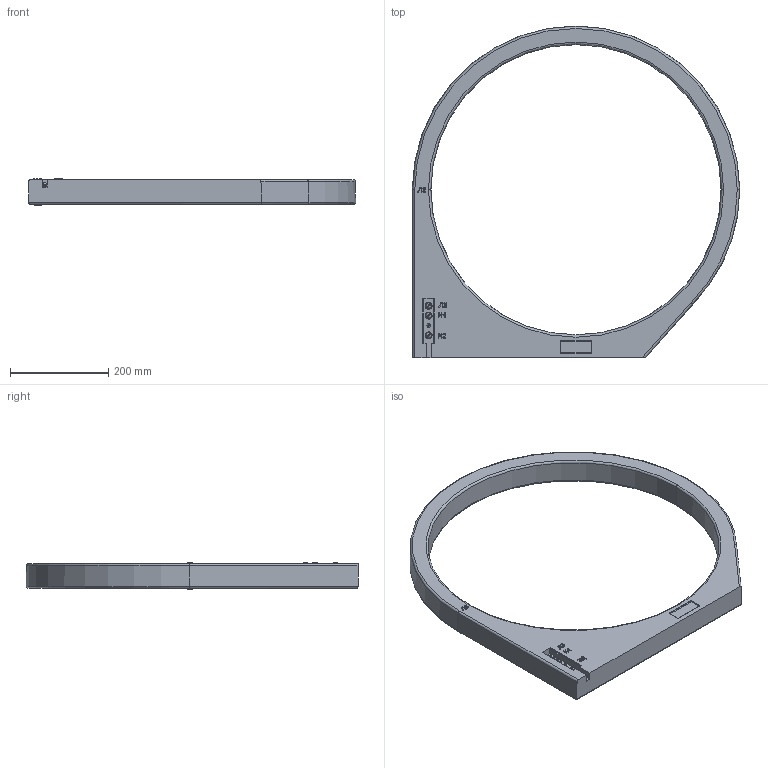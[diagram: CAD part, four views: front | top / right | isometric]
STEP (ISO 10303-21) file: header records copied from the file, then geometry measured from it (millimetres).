
FILE_DESCRIPTION (( 'STEP AP203' ), '1' );
FILE_NAME ('痀佮-600.STEP', '2017-12-21T09:36:36', ( '' ), ( '' ), 'SwSTEP 2.0', 'SolidWorks 2010', '' );
FILE_SCHEMA (( 'CONFIG_CONTROL_DESIGN' ));
Length unit declared in the file: millimetre
Products named in the file (1): 痀佮-600
Bounding box: 665.4 x 674.7 x 53 mm (x, y, z)
Surface area: 405033.2 mm2 (no closed solid volume)
Topology: 0 solids, 12 shells, 130 faces, 504 edges, 360 vertices
Faces by surface type: plane 72, cone 19, cylinder 18, torus 10, sphere 10, bspline 1
Entity records: 5405 total; most frequent: CARTESIAN_POINT 1049, DIRECTION 971, ORIENTED_EDGE 755, EDGE_CURVE 502, VERTEX_POINT 360, AXIS2_PLACEMENT_3D 352, LINE 267, VECTOR 267
